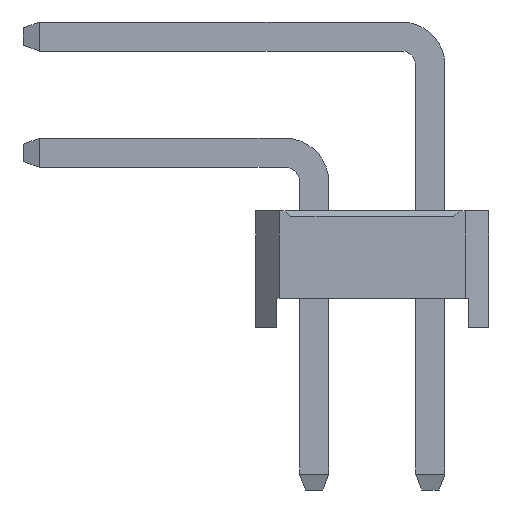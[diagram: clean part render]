
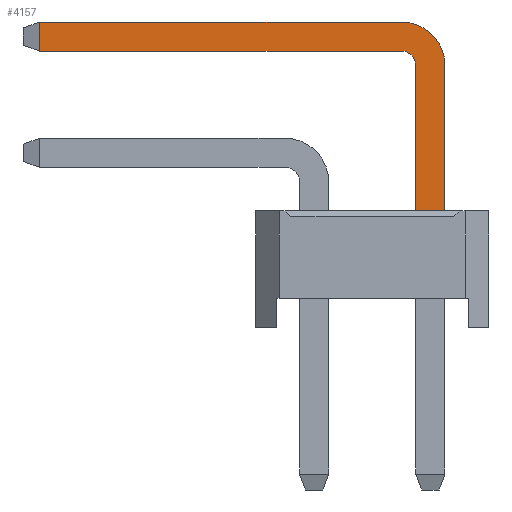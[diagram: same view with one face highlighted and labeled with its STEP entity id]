
A CAD part, left-side view. The second image highlights one B-rep face of the part: STEP entity #4157.
In plain terms, the highlighted planar face has unit normal (-1, 0, 0).
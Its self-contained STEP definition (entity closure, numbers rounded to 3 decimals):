
#4157=ADVANCED_FACE('',(#18193),#18195,.T.);
#18193=FACE_BOUND('',#18194,.T.);
#18194=EDGE_LOOP('',(#29559,#29560,#29561,#29562,#29563,#29564,#29565,#29566));
#18195=PLANE('',#18196);
#18196=AXIS2_PLACEMENT_3D('',#18197,#18198,#18199);
#18197=CARTESIAN_POINT('',(-0.25,-1.75,-2.8));
#18198=DIRECTION('',(-1.,0.,0.));
#18199=DIRECTION('',(0.,-1.,0.));
#29559=ORIENTED_EDGE('',*,*,#36556,.F.);
#29560=ORIENTED_EDGE('',*,*,#36557,.F.);
#29561=ORIENTED_EDGE('',*,*,#36558,.F.);
#29562=ORIENTED_EDGE('',*,*,#36559,.F.);
#29563=ORIENTED_EDGE('',*,*,#34797,.T.);
#29564=ORIENTED_EDGE('',*,*,#36555,.T.);
#29565=ORIENTED_EDGE('',*,*,#36560,.T.);
#29566=ORIENTED_EDGE('',*,*,#36561,.T.);
#34797=EDGE_CURVE('',#39165,#39163,#39166,.T.);
#36555=EDGE_CURVE('',#39163,#42183,#42185,.T.);
#36556=EDGE_CURVE('',#42186,#42187,#42188,.T.);
#36557=EDGE_CURVE('',#42189,#42186,#42190,.T.);
#36558=EDGE_CURVE('',#42191,#42189,#42192,.T.);
#36559=EDGE_CURVE('',#39165,#42191,#42193,.T.);
#36560=EDGE_CURVE('',#42183,#42194,#42195,.T.);
#36561=EDGE_CURVE('',#42194,#42187,#42196,.T.);
#39163=VERTEX_POINT('',#46406);
#39165=VERTEX_POINT('',#46410);
#39166=LINE('',#46411,#46412);
#42183=VERTEX_POINT('',#53056);
#42185=LINE('',#53060,#53061);
#42186=VERTEX_POINT('',#53063);
#42187=VERTEX_POINT('',#53064);
#42188=LINE('',#53065,#53066);
#42189=VERTEX_POINT('',#53068);
#42190=LINE('',#53069,#53070);
#42191=VERTEX_POINT('',#53072);
#42192=CIRCLE('',#53073,0.25);
#42193=LINE('',#53077,#53078);
#42194=VERTEX_POINT('',#53080);
#42195=CIRCLE('',#53081,0.75);
#42196=LINE('',#53085,#53086);
#46406=CARTESIAN_POINT('',(-0.25,-2.25,2.));
#46410=CARTESIAN_POINT('',(-0.25,-1.75,2.));
#46411=CARTESIAN_POINT('',(-0.25,-1.75,2.));
#46412=VECTOR('',#46413,1.);
#46413=DIRECTION('',(0.,-1.,0.));
#53056=CARTESIAN_POINT('',(-0.25,-2.25,4.5));
#53060=CARTESIAN_POINT('',(-0.25,-2.25,2.));
#53061=VECTOR('',#53062,1.);
#53062=DIRECTION('',(0.,0.,1.));
#53063=CARTESIAN_POINT('',(-0.25,4.725,4.75));
#53064=CARTESIAN_POINT('',(-0.25,4.725,5.25));
#53065=CARTESIAN_POINT('',(-0.25,4.725,4.75));
#53066=VECTOR('',#53067,1.);
#53067=DIRECTION('',(0.,0.,1.));
#53068=CARTESIAN_POINT('',(-0.25,-1.5,4.75));
#53069=CARTESIAN_POINT('',(-0.25,-1.5,4.75));
#53070=VECTOR('',#53071,1.);
#53071=DIRECTION('',(0.,1.,0.));
#53072=CARTESIAN_POINT('',(-0.25,-1.75,4.5));
#53073=AXIS2_PLACEMENT_3D('',#53074,#53075,#53076);
#53074=CARTESIAN_POINT('',(-0.25,-1.5,4.5));
#53075=DIRECTION('',(-1.,-0.,0.));
#53076=DIRECTION('',(0.,-1.,0.));
#53077=CARTESIAN_POINT('',(-0.25,-1.75,2.));
#53078=VECTOR('',#53079,1.);
#53079=DIRECTION('',(0.,0.,1.));
#53080=CARTESIAN_POINT('',(-0.25,-1.5,5.25));
#53081=AXIS2_PLACEMENT_3D('',#53082,#53083,#53084);
#53082=CARTESIAN_POINT('',(-0.25,-1.5,4.5));
#53083=DIRECTION('',(-1.,-0.,0.));
#53084=DIRECTION('',(0.,-1.,0.));
#53085=CARTESIAN_POINT('',(-0.25,-1.5,5.25));
#53086=VECTOR('',#53087,1.);
#53087=DIRECTION('',(0.,1.,0.));
